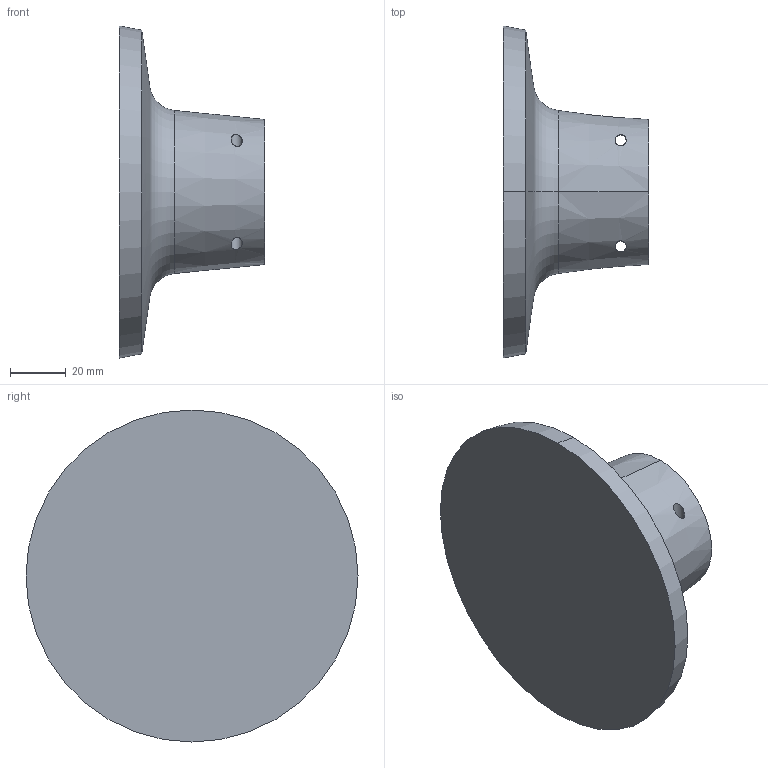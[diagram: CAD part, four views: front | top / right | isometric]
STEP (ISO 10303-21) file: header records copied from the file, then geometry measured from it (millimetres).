
FILE_DESCRIPTION (( 'STEP AP203' ), '1' );
FILE_NAME ('pied de bequille.STEP', '2019-04-02T14:14:50', ( 'arnaud' ), ( '' ), 'SwSTEP 2.0', 'SolidWorks 2014', '' );
FILE_SCHEMA (( 'CONFIG_CONTROL_DESIGN' ));
Length unit declared in the file: millimetre
Products named in the file (1): pied de bequille
Bounding box: 52 x 119 x 119 mm (x, y, z)
Volume: 166551.6 mm3; surface area: 34950.2 mm2
Topology: 1 solids, 1 shells, 21 faces, 56 edges, 34 vertices
Faces by surface type: cylinder 8, cone 8, torus 2, plane 2, sphere 1
Entity records: 1071 total; most frequent: CARTESIAN_POINT 496, ORIENTED_EDGE 104, DIRECTION 98, EDGE_CURVE 52, AXIS2_PLACEMENT_3D 40, VERTEX_POINT 32, EDGE_LOOP 28, ADVANCED_FACE 21
